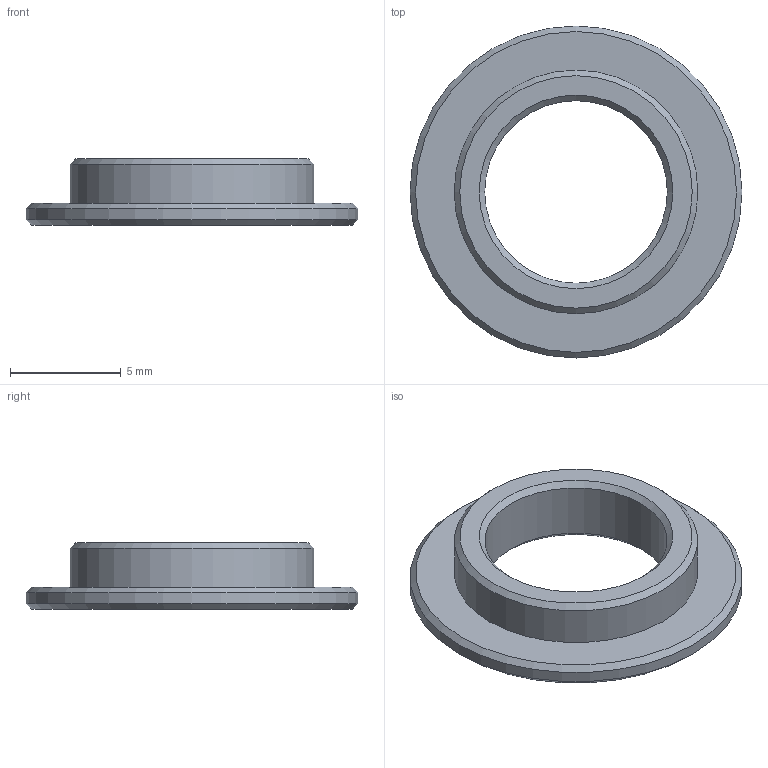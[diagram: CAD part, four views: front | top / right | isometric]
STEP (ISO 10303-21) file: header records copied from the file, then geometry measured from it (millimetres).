
FILE_DESCRIPTION(/* description */ (''),/* implementation_level */ '2;1');
FILE_NAME(/* name */ 'Vewlix Coin Return Adapter.step',/* time_stamp */ '2024-09-02T21:09:32-04:00',/* author */ (''),/* organization */ (''),/* preprocessor_version */ 'ST-DEVELOPER v20',/* originating_system */ 'Autodesk Translation Framework v13.14.0.145',/* authorisation */ '');
FILE_SCHEMA (('AUTOMOTIVE_DESIGN { 1 0 10303 214 3 1 1 }'));
Length unit declared in the file: millimetre
Products named in the file (1): Coin Slot
Bounding box: 15 x 15 x 3 mm (x, y, z)
Volume: 200.8 mm3; surface area: 414 mm2
Topology: 1 solids, 1 shells, 11 faces, 20 edges, 12 vertices
Faces by surface type: cone 5, cylinder 3, plane 3
Full cylindrical faces by diameter (mm): 8.25 x1, 11 x1, 15 x1
Entity records: 311 total; most frequent: DIRECTION 56, CARTESIAN_POINT 44, ORIENTED_EDGE 40, AXIS2_PLACEMENT_3D 24, EDGE_CURVE 20, EDGE_LOOP 14, CIRCLE 12, VERTEX_POINT 12
